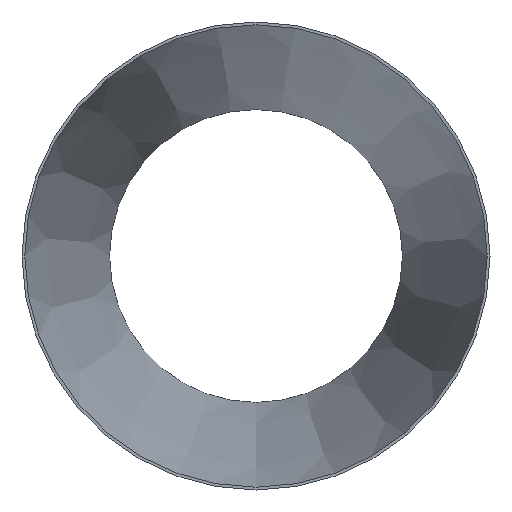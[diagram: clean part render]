
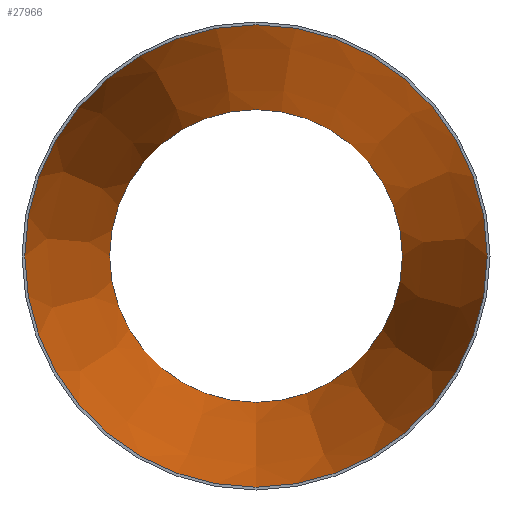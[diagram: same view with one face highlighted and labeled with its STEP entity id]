
A CAD part, front view. The second image highlights one B-rep face of the part: STEP entity #27966.
In plain terms, the highlighted conical face has half-angle 10.271 degrees and reference radius 250.951 mm.
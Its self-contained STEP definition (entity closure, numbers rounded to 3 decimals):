
#3892 = DIRECTION ( 'NONE',  ( 0., 0., -1. ) ) ;
#6591 = AXIS2_PLACEMENT_3D ( 'NONE', #24828, #40997, #3892 ) ;
#7027 = VERTEX_POINT ( 'NONE', #35946 ) ;
#7606 = CARTESIAN_POINT ( 'NONE',  ( 0., 0., 0. ) ) ;
#9995 = AXIS2_PLACEMENT_3D ( 'NONE', #7606, #36005, #23784 ) ;
#14268 = ORIENTED_EDGE ( 'NONE', *, *, #31191, .F. ) ;
#19301 = CIRCLE ( 'NONE', #9995, 250.951 ) ;
#21888 = CIRCLE ( 'NONE', #31213, 158.901 ) ;
#23784 = DIRECTION ( 'NONE',  ( 0., 0., -1. ) ) ;
#24304 = FACE_BOUND ( 'NONE', #30771, .T. ) ;
#24828 = CARTESIAN_POINT ( 'NONE',  ( 0., 0., 0. ) ) ;
#27966 = ADVANCED_FACE ( 'NONE', ( #24304, #48693 ), #46426, .F. ) ;
#28026 = EDGE_CURVE ( 'NONE', #7027, #7027, #19301, .T. ) ;
#30771 = EDGE_LOOP ( 'NONE', ( #14268 ) ) ;
#31191 = EDGE_CURVE ( 'NONE', #39124, #39124, #21888, .T. ) ;
#31213 = AXIS2_PLACEMENT_3D ( 'NONE', #39758, #47447, #44248 ) ;
#32097 = ORIENTED_EDGE ( 'NONE', *, *, #28026, .T. ) ;
#35946 = CARTESIAN_POINT ( 'NONE',  ( 0., 0., -250.951 ) ) ;
#36005 = DIRECTION ( 'NONE',  ( 0., -1., 0. ) ) ;
#37750 = EDGE_LOOP ( 'NONE', ( #32097 ) ) ;
#39124 = VERTEX_POINT ( 'NONE', #43889 ) ;
#39758 = CARTESIAN_POINT ( 'NONE',  ( 0., 508., 0. ) ) ;
#40997 = DIRECTION ( 'NONE',  ( 0., -1., 0. ) ) ;
#43889 = CARTESIAN_POINT ( 'NONE',  ( 0., 508., -158.901 ) ) ;
#44248 = DIRECTION ( 'NONE',  ( 0., 0., -1. ) ) ;
#46426 = CONICAL_SURFACE ( 'NONE', #6591, 250.951, 0.179 ) ;
#47447 = DIRECTION ( 'NONE',  ( 0., -1., 0. ) ) ;
#48693 = FACE_OUTER_BOUND ( 'NONE', #37750, .T. ) ;
